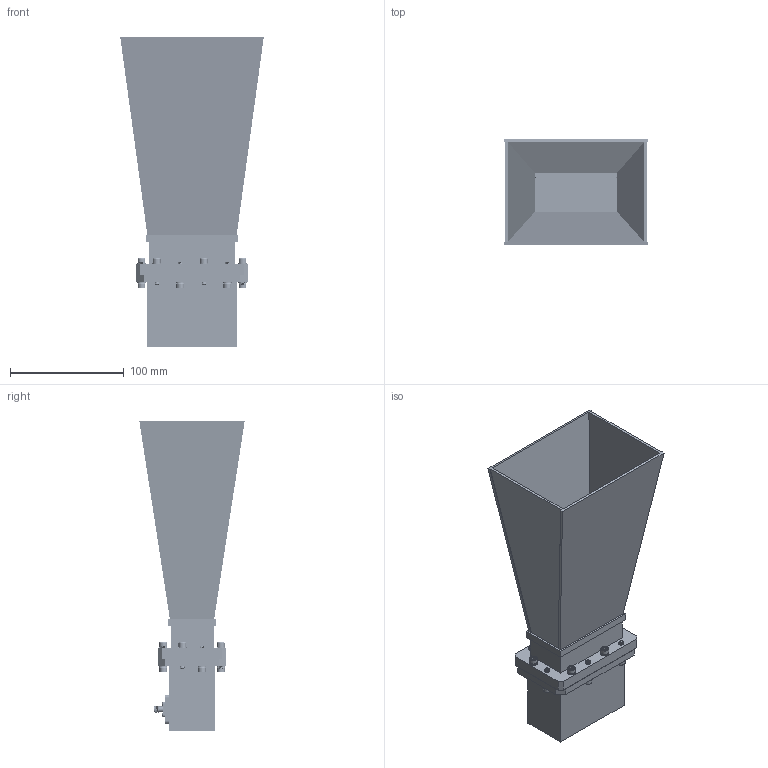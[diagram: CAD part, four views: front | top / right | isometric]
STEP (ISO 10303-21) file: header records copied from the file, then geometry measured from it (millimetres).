
FILE_DESCRIPTION (( 'STEP AP214' ), '1' );
FILE_NAME ('PE9863B-SF-10_3D.STEP', '2021-05-12T15:01:22', ( '' ), ( '' ), 'SwSTEP 2.0', 'SolidWorks 2020', '' );
FILE_SCHEMA (( 'AUTOMOTIVE_DESIGN' ));
Length unit declared in the file: inch
Products named in the file (5): PE9863B-SF-10_3D; PE9834; 8-32SH-HXx.75_91251A197; 8-LW; PE9863B-10
Assembly tree (26 placements, depth 2):
  PE9863B-SF-10_3D
    PE9834
    PE9863B-10
    8-32SH-HXx.75_91251A197  x12
    8-LW  x12
Bounding box: 126.14 x 92.5 x 272.8 mm (x, y, z)
Volume: 256510 mm3; surface area: 189420.7 mm2
Topology: 26 solids, 30 shells, 688 faces, 1561 edges, 989 vertices
Faces by surface type: plane 335, cylinder 176, cone 129, bspline 47, torus 1
Full cylindrical faces by diameter (mm): 1.016 x1, 1.27 x2, 3.454 x6, 3.616 x4, 4.166 x12, 4.293 x12, 4.394 x6, 4.597 x1, 5.359 x2, 6.858 x12
Entity records: 16841 total; most frequent: CARTESIAN_POINT 8640, ORIENTED_EDGE 1642, DIRECTION 1478, EDGE_CURVE 821, VERTEX_POINT 577, AXIS2_PLACEMENT_3D 553, EDGE_LOOP 504, FACE_OUTER_BOUND 413
